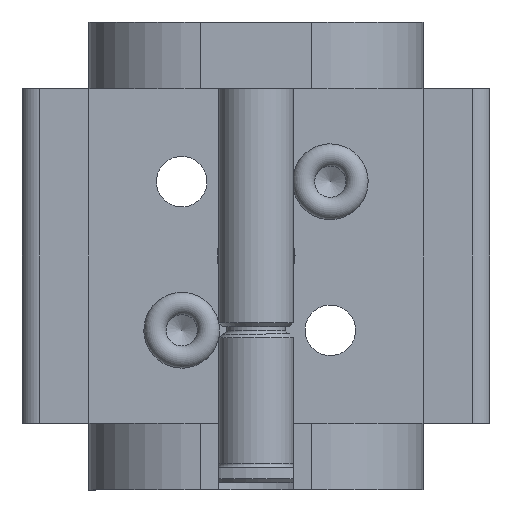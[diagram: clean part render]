
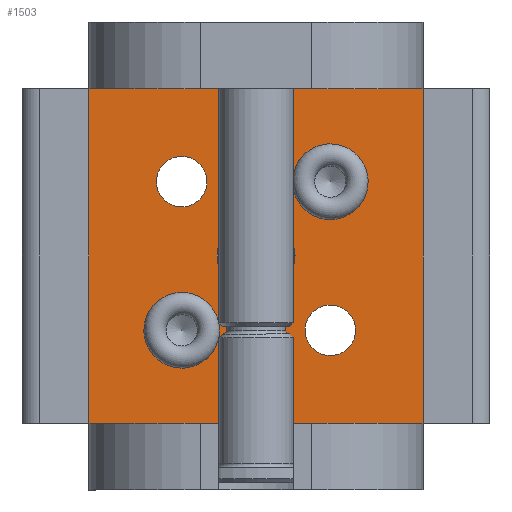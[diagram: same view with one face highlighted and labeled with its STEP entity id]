
A CAD part, front view. The second image highlights one B-rep face of the part: STEP entity #1503.
In plain terms, the highlighted face is planar.
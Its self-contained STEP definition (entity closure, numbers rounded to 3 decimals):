
#103=FACE_BOUND('',#306,.T.);
#104=FACE_BOUND('',#307,.T.);
#105=FACE_BOUND('',#308,.T.);
#106=FACE_BOUND('',#309,.T.);
#107=FACE_BOUND('',#310,.T.);
#132=PLANE('',#1751);
#192=FACE_OUTER_BOUND('',#305,.T.);
#305=EDGE_LOOP('',(#1219,#1220,#1221,#1222));
#306=EDGE_LOOP('',(#1223));
#307=EDGE_LOOP('',(#1224));
#308=EDGE_LOOP('',(#1225));
#309=EDGE_LOOP('',(#1226));
#310=EDGE_LOOP('',(#1227));
#390=LINE('',#2450,#498);
#399=LINE('',#2486,#507);
#411=LINE('',#2515,#519);
#433=LINE('',#2593,#541);
#498=VECTOR('',#1940,10.);
#507=VECTOR('',#1973,10.);
#519=VECTOR('',#2001,10.);
#541=VECTOR('',#2101,10.);
#590=CIRCLE('',#1665,3.4);
#592=CIRCLE('',#1668,3.4);
#594=CIRCLE('',#1671,3.4);
#596=CIRCLE('',#1674,3.4);
#598=CIRCLE('',#1677,5.25);
#681=VERTEX_POINT('',#2374);
#683=VERTEX_POINT('',#2380);
#685=VERTEX_POINT('',#2386);
#687=VERTEX_POINT('',#2392);
#689=VERTEX_POINT('',#2398);
#711=VERTEX_POINT('',#2447);
#712=VERTEX_POINT('',#2449);
#726=VERTEX_POINT('',#2483);
#727=VERTEX_POINT('',#2485);
#812=EDGE_CURVE('',#681,#681,#590,.T.);
#815=EDGE_CURVE('',#683,#683,#592,.T.);
#818=EDGE_CURVE('',#685,#685,#594,.T.);
#821=EDGE_CURVE('',#687,#687,#596,.T.);
#824=EDGE_CURVE('',#689,#689,#598,.T.);
#848=EDGE_CURVE('',#711,#712,#390,.T.);
#866=EDGE_CURVE('',#726,#727,#399,.T.);
#882=EDGE_CURVE('',#727,#711,#411,.T.);
#920=EDGE_CURVE('',#726,#712,#433,.T.);
#1219=ORIENTED_EDGE('',*,*,#848,.F.);
#1220=ORIENTED_EDGE('',*,*,#882,.F.);
#1221=ORIENTED_EDGE('',*,*,#866,.F.);
#1222=ORIENTED_EDGE('',*,*,#920,.T.);
#1223=ORIENTED_EDGE('',*,*,#812,.T.);
#1224=ORIENTED_EDGE('',*,*,#815,.T.);
#1225=ORIENTED_EDGE('',*,*,#818,.T.);
#1226=ORIENTED_EDGE('',*,*,#821,.T.);
#1227=ORIENTED_EDGE('',*,*,#824,.T.);
#1503=ADVANCED_FACE('',(#192,#103,#104,#105,#106,#107),#132,.F.);
#1665=AXIS2_PLACEMENT_3D('',#2376,#1870,#1871);
#1668=AXIS2_PLACEMENT_3D('',#2382,#1877,#1878);
#1671=AXIS2_PLACEMENT_3D('',#2388,#1884,#1885);
#1674=AXIS2_PLACEMENT_3D('',#2394,#1891,#1892);
#1677=AXIS2_PLACEMENT_3D('',#2400,#1898,#1899);
#1751=AXIS2_PLACEMENT_3D('',#2594,#2102,#2103);
#1870=DIRECTION('center_axis',(0.,-1.,0.));
#1871=DIRECTION('ref_axis',(1.,0.,0.));
#1877=DIRECTION('center_axis',(0.,-1.,0.));
#1878=DIRECTION('ref_axis',(1.,0.,0.));
#1884=DIRECTION('center_axis',(0.,-1.,0.));
#1885=DIRECTION('ref_axis',(1.,0.,0.));
#1891=DIRECTION('center_axis',(0.,-1.,0.));
#1892=DIRECTION('ref_axis',(1.,0.,0.));
#1898=DIRECTION('center_axis',(0.,-1.,0.));
#1899=DIRECTION('ref_axis',(1.,0.,0.));
#1940=DIRECTION('',(1.,0.,0.));
#1973=DIRECTION('',(-1.,0.,0.));
#2001=DIRECTION('',(0.,0.,-1.));
#2101=DIRECTION('',(0.,0.,-1.));
#2102=DIRECTION('center_axis',(0.,-1.,0.));
#2103=DIRECTION('ref_axis',(-1.,0.,0.));
#2374=CARTESIAN_POINT('',(-13.4,-30.5,-10.));
#2376=CARTESIAN_POINT('Origin',(-10.,-30.5,-10.));
#2380=CARTESIAN_POINT('',(6.6,-30.5,-10.));
#2382=CARTESIAN_POINT('Origin',(10.,-30.5,-10.));
#2386=CARTESIAN_POINT('',(-13.4,-30.5,10.));
#2388=CARTESIAN_POINT('Origin',(-10.,-30.5,10.));
#2392=CARTESIAN_POINT('',(6.6,-30.5,10.));
#2394=CARTESIAN_POINT('Origin',(10.,-30.5,10.));
#2398=CARTESIAN_POINT('',(-5.25,-30.5,0.));
#2400=CARTESIAN_POINT('Origin',(0.,-30.5,0.));
#2447=CARTESIAN_POINT('',(-22.5,-30.5,-22.5));
#2449=CARTESIAN_POINT('',(22.5,-30.5,-22.5));
#2450=CARTESIAN_POINT('',(11.25,-30.5,-22.5));
#2483=CARTESIAN_POINT('',(22.5,-30.5,22.5));
#2485=CARTESIAN_POINT('',(-22.5,-30.5,22.5));
#2486=CARTESIAN_POINT('',(11.25,-30.5,22.5));
#2515=CARTESIAN_POINT('',(-22.5,-30.5,22.5));
#2593=CARTESIAN_POINT('',(22.5,-30.5,22.5));
#2594=CARTESIAN_POINT('Origin',(22.5,-30.5,22.5));
